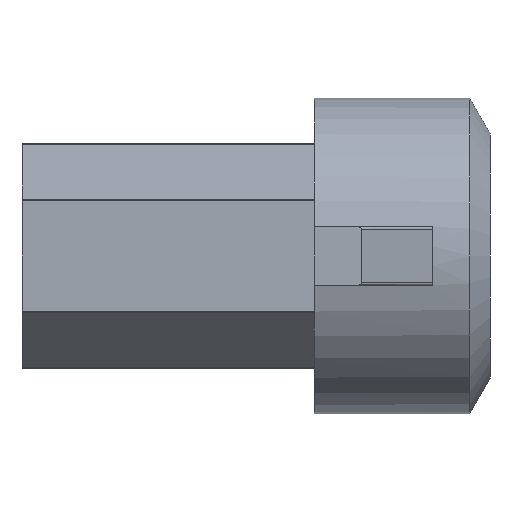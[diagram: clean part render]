
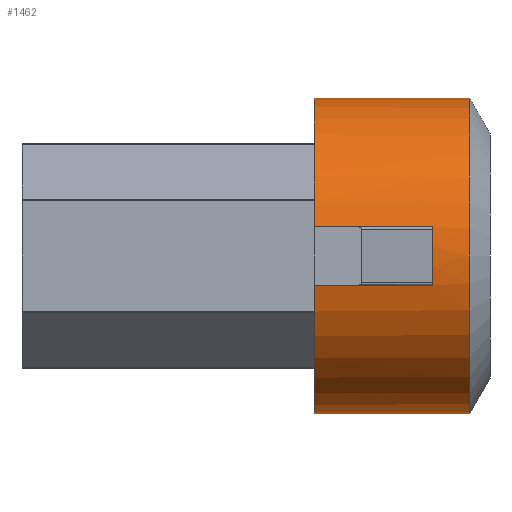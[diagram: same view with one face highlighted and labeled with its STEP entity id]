
A CAD part, left-side view. The second image highlights one B-rep face of the part: STEP entity #1462.
In plain terms, the highlighted cylindrical face has radius 13.5 mm (diameter 27 mm), a partial arc.
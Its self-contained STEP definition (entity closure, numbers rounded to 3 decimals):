
#120=CARTESIAN_POINT('',(0.,0.,0.));
#121=DIRECTION('',(0.,-1.,0.));
#122=DIRECTION('',(0.,0.,1.));
#123=AXIS2_PLACEMENT_3D('',#120,#121,#122);
#147=CARTESIAN_POINT('',(0.,0.,0.));
#148=DIRECTION('',(0.,-1.,0.));
#149=DIRECTION('',(-0.983,0.,-0.185));
#150=AXIS2_PLACEMENT_3D('',#147,#148,#149);
#480=CARTESIAN_POINT('',(0.,-13.268,0.));
#481=DIRECTION('',(0.,-1.,0.));
#482=DIRECTION('',(0.,0.,1.));
#483=AXIS2_PLACEMENT_3D('',#480,#481,#482);
#485=DIRECTION('',(0.,-1.,0.));
#486=VECTOR('',#485,10.07);
#487=CARTESIAN_POINT('',(-13.266,0.,-2.5));
#488=LINE('',#487,#486);
#489=CARTESIAN_POINT('',(0.,-10.07,0.));
#490=DIRECTION('',(0.,-1.,0.));
#491=DIRECTION('',(-0.983,0.,0.185));
#492=AXIS2_PLACEMENT_3D('',#489,#490,#491);
#494=DIRECTION('',(0.,-1.,0.));
#495=VECTOR('',#494,10.07);
#496=CARTESIAN_POINT('',(-13.266,0.,2.5));
#497=LINE('',#496,#495);
#498=DIRECTION('',(0.,-1.,0.));
#499=VECTOR('',#498,13.268);
#500=CARTESIAN_POINT('',(0.,0.,13.5));
#501=LINE('',#500,#499);
#538=DIRECTION('',(0.,-1.,0.));
#539=VECTOR('',#538,13.268);
#540=CARTESIAN_POINT('',(0.,0.,-13.5));
#541=LINE('',#540,#539);
#696=CARTESIAN_POINT('',(-13.266,-10.07,2.5));
#697=CARTESIAN_POINT('',(-13.266,-10.07,-2.5));
#698=VERTEX_POINT('',#696);
#699=VERTEX_POINT('',#697);
#700=CARTESIAN_POINT('',(-13.266,0.,-2.5));
#701=VERTEX_POINT('',#700);
#702=CARTESIAN_POINT('',(-13.266,0.,2.5));
#703=VERTEX_POINT('',#702);
#704=CARTESIAN_POINT('',(0.,0.,-13.5));
#705=VERTEX_POINT('',#704);
#706=CARTESIAN_POINT('',(0.,0.,13.5));
#707=VERTEX_POINT('',#706);
#828=CARTESIAN_POINT('',(0.,-13.268,13.5));
#829=CARTESIAN_POINT('',(0.,-13.268,-13.5));
#830=VERTEX_POINT('',#828);
#831=VERTEX_POINT('',#829);
#1443=CARTESIAN_POINT('',(0.,0.,0.));
#1444=DIRECTION('',(0.,-1.,0.));
#1445=DIRECTION('',(0.,0.,-1.));
#1446=AXIS2_PLACEMENT_3D('',#1443,#1444,#1445);
#1447=CYLINDRICAL_SURFACE('',#1446,13.5);
#1449=ORIENTED_EDGE('',*,*,#1448,.T.);
#1451=ORIENTED_EDGE('',*,*,#1450,.F.);
#1452=ORIENTED_EDGE('',*,*,#926,.F.);
#1454=ORIENTED_EDGE('',*,*,#1453,.T.);
#1455=ORIENTED_EDGE('',*,*,#1412,.F.);
#1456=ORIENTED_EDGE('',*,*,#1309,.F.);
#1457=ORIENTED_EDGE('',*,*,#914,.F.);
#1459=ORIENTED_EDGE('',*,*,#1458,.T.);
#1460=EDGE_LOOP('',(#1449,#1451,#1452,#1454,#1455,#1456,#1457,#1459));
#1461=FACE_OUTER_BOUND('',#1460,.F.);
#1462=ADVANCED_FACE('',(#1461),#1447,.T.);
#124=CIRCLE('',#123,13.5);
#151=CIRCLE('',#150,13.5);
#484=CIRCLE('',#483,13.5);
#493=CIRCLE('',#492,13.5);
#914=EDGE_CURVE('',#707,#703,#124,.T.);
#926=EDGE_CURVE('',#701,#705,#151,.T.);
#1309=EDGE_CURVE('',#703,#698,#497,.T.);
#1412=EDGE_CURVE('',#698,#699,#493,.T.);
#1448=EDGE_CURVE('',#830,#831,#484,.T.);
#1450=EDGE_CURVE('',#705,#831,#541,.T.);
#1453=EDGE_CURVE('',#701,#699,#488,.T.);
#1458=EDGE_CURVE('',#707,#830,#501,.T.);
